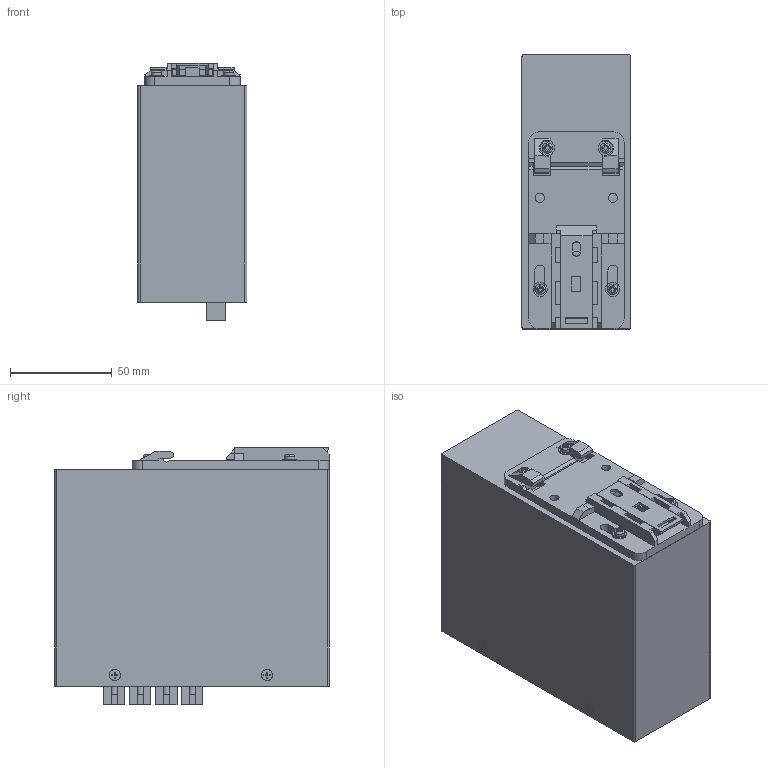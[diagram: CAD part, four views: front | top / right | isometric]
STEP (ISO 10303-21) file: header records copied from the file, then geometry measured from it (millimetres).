
FILE_DESCRIPTION (( 'STEP AP214' ), '1' );
FILE_NAME ('SE2-SW8M-2C1.STEP', '2017-04-03T12:01:52', ( '' ), ( '' ), 'SwSTEP 2.0', 'SolidWorks 2017', '' );
FILE_SCHEMA (( 'AUTOMOTIVE_DESIGN' ));
Length unit declared in the file: inch
Products named in the file (3): SE2-SW8M-2C1; Weidmiller DIN Rail Clamp; SE2-SW8M-2C1_1
Assembly tree (2 placements, depth 2):
  SE2-SW8M-2C1
    SE2-SW8M-2C1_1
    Weidmiller DIN Rail Clamp
Bounding box: 54 x 135 x 126.62 mm (x, y, z)
Surface area: 77819.2 mm2 (no closed solid volume)
Topology: 0 solids, 11 shells, 1193 faces, 3198 edges, 2131 vertices
Faces by surface type: plane 871, bspline 277, cylinder 43, torus 2
Full cylindrical faces by diameter (mm): 2.51 x4, 4.197 x4, 4.5 x5, 5.1 x4, 5.5 x2, 7 x4
Entity records: 55868 total; most frequent: CARTESIAN_POINT 22539, ORIENTED_EDGE 6342, DIRECTION 4475, EDGE_CURVE 3171, VECTOR 2441, LINE 2441, VERTEX_POINT 2127, EDGE_LOOP 1344
